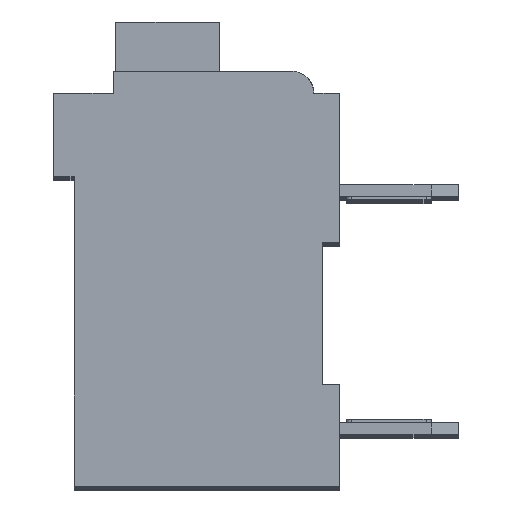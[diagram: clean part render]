
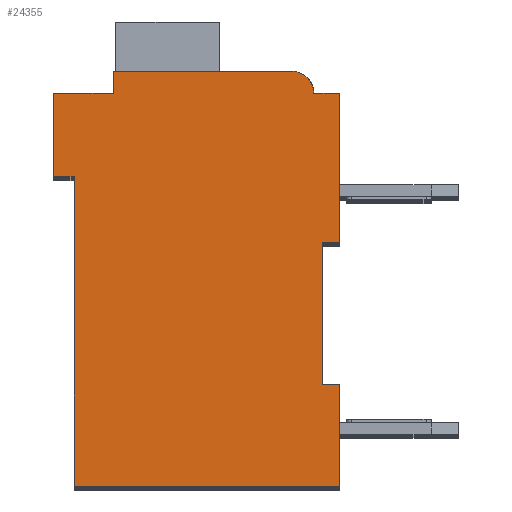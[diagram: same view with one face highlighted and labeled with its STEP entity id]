
A CAD part, top view. The second image highlights one B-rep face of the part: STEP entity #24355.
In plain terms, the highlighted planar face has unit normal (0, 0, 1).
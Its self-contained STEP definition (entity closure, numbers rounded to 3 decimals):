
#4410=DIRECTION('',(1.,0.,0.));
#4411=VECTOR('',#4410,0.5);
#4412=CARTESIAN_POINT('',(7.3,7.15,2.1));
#4413=LINE('',#4412,#4411);
#4414=DIRECTION('',(0.,1.,0.));
#4415=VECTOR('',#4414,4.15);
#4416=CARTESIAN_POINT('',(7.3,3.,2.1));
#4417=LINE('',#4416,#4415);
#4418=DIRECTION('',(-1.,0.,0.));
#4419=VECTOR('',#4418,0.5);
#4420=CARTESIAN_POINT('',(7.8,3.,2.1));
#4421=LINE('',#4420,#4419);
#4422=DIRECTION('',(0.,1.,0.));
#4423=VECTOR('',#4422,3.);
#4424=CARTESIAN_POINT('',(7.8,0.,2.1));
#4425=LINE('',#4424,#4423);
#4426=DIRECTION('',(1.,0.,0.));
#4427=VECTOR('',#4426,7.8);
#4428=CARTESIAN_POINT('',(0.,0.,2.1));
#4429=LINE('',#4428,#4427);
#4430=DIRECTION('',(0.,-1.,0.));
#4431=VECTOR('',#4430,9.1);
#4432=CARTESIAN_POINT('',(0.,9.1,2.1));
#4433=LINE('',#4432,#4431);
#4434=DIRECTION('',(1.,0.,0.));
#4435=VECTOR('',#4434,0.6);
#4436=CARTESIAN_POINT('',(-0.6,9.1,2.1));
#4437=LINE('',#4436,#4435);
#4438=DIRECTION('',(0.,-1.,0.));
#4439=VECTOR('',#4438,2.45);
#4440=CARTESIAN_POINT('',(-0.6,11.55,2.1));
#4441=LINE('',#4440,#4439);
#4442=DIRECTION('',(-1.,0.,0.));
#4443=VECTOR('',#4442,1.75);
#4444=CARTESIAN_POINT('',(1.15,11.55,2.1));
#4445=LINE('',#4444,#4443);
#4446=DIRECTION('',(0.,-1.,0.));
#4447=VECTOR('',#4446,0.65);
#4448=CARTESIAN_POINT('',(1.15,12.2,2.1));
#4449=LINE('',#4448,#4447);
#4450=DIRECTION('',(-1.,0.,0.));
#4451=VECTOR('',#4450,5.25);
#4452=CARTESIAN_POINT('',(6.4,12.2,2.1));
#4453=LINE('',#4452,#4451);
#4454=CARTESIAN_POINT('',(6.4,11.55,2.1));
#4455=DIRECTION('',(0.,0.,1.));
#4456=DIRECTION('',(1.,0.,0.));
#4457=AXIS2_PLACEMENT_3D('',#4454,#4455,#4456);
#4459=DIRECTION('',(-1.,0.,0.));
#4460=VECTOR('',#4459,0.75);
#4461=CARTESIAN_POINT('',(7.8,11.55,2.1));
#4462=LINE('',#4461,#4460);
#4463=DIRECTION('',(0.,1.,0.));
#4464=VECTOR('',#4463,4.4);
#4465=CARTESIAN_POINT('',(7.8,7.15,2.1));
#4466=LINE('',#4465,#4464);
#15783=CARTESIAN_POINT('',(7.3,7.15,2.1));
#15784=CARTESIAN_POINT('',(7.8,7.15,2.1));
#15785=VERTEX_POINT('',#15783);
#15786=VERTEX_POINT('',#15784);
#15787=CARTESIAN_POINT('',(7.8,11.55,2.1));
#15788=VERTEX_POINT('',#15787);
#15789=CARTESIAN_POINT('',(7.05,11.55,2.1));
#15790=VERTEX_POINT('',#15789);
#15791=CARTESIAN_POINT('',(6.4,12.2,2.1));
#15792=VERTEX_POINT('',#15791);
#15793=CARTESIAN_POINT('',(1.15,12.2,2.1));
#15794=VERTEX_POINT('',#15793);
#15795=CARTESIAN_POINT('',(1.15,11.55,2.1));
#15796=VERTEX_POINT('',#15795);
#15797=CARTESIAN_POINT('',(-0.6,11.55,2.1));
#15798=VERTEX_POINT('',#15797);
#15799=CARTESIAN_POINT('',(-0.6,9.1,2.1));
#15800=VERTEX_POINT('',#15799);
#15801=CARTESIAN_POINT('',(0.,9.1,2.1));
#15802=VERTEX_POINT('',#15801);
#15803=CARTESIAN_POINT('',(0.,0.,2.1));
#15804=VERTEX_POINT('',#15803);
#15805=CARTESIAN_POINT('',(7.8,0.,2.1));
#15806=VERTEX_POINT('',#15805);
#15807=CARTESIAN_POINT('',(7.8,3.,2.1));
#15808=VERTEX_POINT('',#15807);
#15809=CARTESIAN_POINT('',(7.3,3.,2.1));
#15810=VERTEX_POINT('',#15809);
#24331=CARTESIAN_POINT('',(0.,0.,2.1));
#24332=DIRECTION('',(0.,0.,1.));
#24333=DIRECTION('',(1.,0.,0.));
#24334=AXIS2_PLACEMENT_3D('',#24331,#24332,#24333);
#24335=PLANE('',#24334);
#24336=ORIENTED_EDGE('',*,*,#20752,.F.);
#24337=ORIENTED_EDGE('',*,*,#21546,.F.);
#24339=ORIENTED_EDGE('',*,*,#24338,.F.);
#24341=ORIENTED_EDGE('',*,*,#24340,.F.);
#24343=ORIENTED_EDGE('',*,*,#24342,.F.);
#24344=ORIENTED_EDGE('',*,*,#22168,.F.);
#24345=ORIENTED_EDGE('',*,*,#22328,.F.);
#24346=ORIENTED_EDGE('',*,*,#22617,.F.);
#24347=ORIENTED_EDGE('',*,*,#22911,.F.);
#24348=ORIENTED_EDGE('',*,*,#22980,.F.);
#24349=ORIENTED_EDGE('',*,*,#23413,.F.);
#24350=ORIENTED_EDGE('',*,*,#24063,.F.);
#24351=ORIENTED_EDGE('',*,*,#23903,.F.);
#24352=ORIENTED_EDGE('',*,*,#21182,.F.);
#24353=EDGE_LOOP('',(#24336,#24337,#24339,#24341,#24343,#24344,#24345,#24346,
#24347,#24348,#24349,#24350,#24351,#24352));
#24354=FACE_OUTER_BOUND('',#24353,.F.);
#4458=CIRCLE('',#4457,0.65);
#20752=EDGE_CURVE('',#15785,#15786,#4413,.T.);
#21182=EDGE_CURVE('',#15786,#15788,#4466,.T.);
#21546=EDGE_CURVE('',#15810,#15785,#4417,.T.);
#22168=EDGE_CURVE('',#15802,#15804,#4433,.T.);
#22328=EDGE_CURVE('',#15800,#15802,#4437,.T.);
#22617=EDGE_CURVE('',#15798,#15800,#4441,.T.);
#22911=EDGE_CURVE('',#15796,#15798,#4445,.T.);
#22980=EDGE_CURVE('',#15794,#15796,#4449,.T.);
#23413=EDGE_CURVE('',#15792,#15794,#4453,.T.);
#23903=EDGE_CURVE('',#15788,#15790,#4462,.T.);
#24063=EDGE_CURVE('',#15790,#15792,#4458,.T.);
#24338=EDGE_CURVE('',#15808,#15810,#4421,.T.);
#24340=EDGE_CURVE('',#15806,#15808,#4425,.T.);
#24342=EDGE_CURVE('',#15804,#15806,#4429,.T.);
#24355=ADVANCED_FACE('',(#24354),#24335,.T.);
